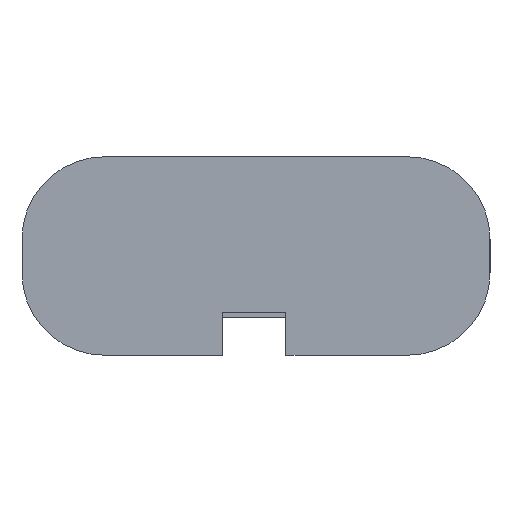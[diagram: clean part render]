
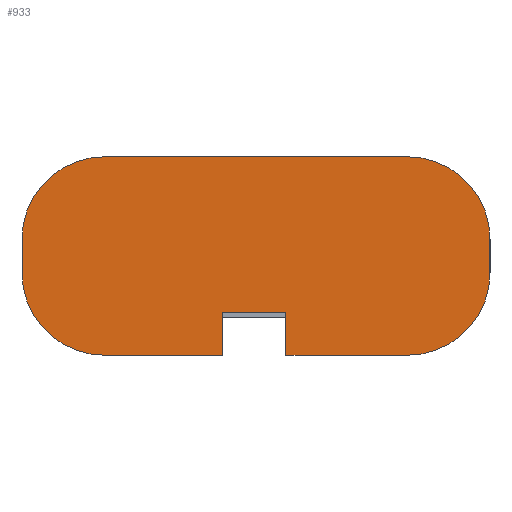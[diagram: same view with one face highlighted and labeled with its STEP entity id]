
A CAD part, front view. The second image highlights one B-rep face of the part: STEP entity #933.
In plain terms, the highlighted planar face has unit normal (0, -1, 0).
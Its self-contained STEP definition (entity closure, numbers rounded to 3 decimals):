
#473 = VERTEX_POINT('',#474);
#474 = CARTESIAN_POINT('',(18.3,74.8,1.895));
#482 = VERTEX_POINT('',#483);
#483 = CARTESIAN_POINT('',(20.5,74.8,4.095));
#489 = EDGE_CURVE('',#473,#482,#490,.T.);
#490 = CIRCLE('',#491,2.2);
#491 = AXIS2_PLACEMENT_3D('',#492,#493,#494);
#492 = CARTESIAN_POINT('',(18.3,74.8,4.095));
#493 = DIRECTION('',(0.,-1.,0.));
#494 = DIRECTION('',(1.,0.,0.));
#507 = VERTEX_POINT('',#508);
#508 = CARTESIAN_POINT('',(20.5,74.8,4.995));
#514 = EDGE_CURVE('',#482,#507,#515,.T.);
#515 = LINE('',#516,#517);
#516 = CARTESIAN_POINT('',(20.5,74.8,4.095));
#517 = VECTOR('',#518,1.);
#518 = DIRECTION('',(0.,0.,1.));
#531 = VERTEX_POINT('',#532);
#532 = CARTESIAN_POINT('',(18.3,74.8,7.195));
#538 = EDGE_CURVE('',#507,#531,#539,.T.);
#539 = CIRCLE('',#540,2.2);
#540 = AXIS2_PLACEMENT_3D('',#541,#542,#543);
#541 = CARTESIAN_POINT('',(18.3,74.8,4.995));
#542 = DIRECTION('',(0.,-1.,0.));
#543 = DIRECTION('',(1.,0.,0.));
#554 = VERTEX_POINT('',#555);
#555 = CARTESIAN_POINT('',(10.2,74.8,7.195));
#563 = EDGE_CURVE('',#554,#531,#564,.T.);
#564 = LINE('',#565,#566);
#565 = CARTESIAN_POINT('',(10.2,74.8,7.195));
#566 = VECTOR('',#567,1.);
#567 = DIRECTION('',(1.,0.,0.));
#580 = VERTEX_POINT('',#581);
#581 = CARTESIAN_POINT('',(8.,74.8,4.995));
#587 = EDGE_CURVE('',#554,#580,#588,.T.);
#588 = CIRCLE('',#589,2.2);
#589 = AXIS2_PLACEMENT_3D('',#590,#591,#592);
#590 = CARTESIAN_POINT('',(10.2,74.8,4.995));
#591 = DIRECTION('',(0.,-1.,0.));
#592 = DIRECTION('',(1.,0.,0.));
#603 = VERTEX_POINT('',#604);
#604 = CARTESIAN_POINT('',(8.,74.8,4.095));
#612 = EDGE_CURVE('',#603,#580,#613,.T.);
#613 = LINE('',#614,#615);
#614 = CARTESIAN_POINT('',(8.,74.8,4.095));
#615 = VECTOR('',#616,1.);
#616 = DIRECTION('',(0.,0.,1.));
#629 = VERTEX_POINT('',#630);
#630 = CARTESIAN_POINT('',(10.2,74.8,1.895));
#636 = EDGE_CURVE('',#603,#629,#637,.T.);
#637 = CIRCLE('',#638,2.2);
#638 = AXIS2_PLACEMENT_3D('',#639,#640,#641);
#639 = CARTESIAN_POINT('',(10.2,74.8,4.095));
#640 = DIRECTION('',(0.,-1.,0.));
#641 = DIRECTION('',(1.,0.,0.));
#651 = EDGE_CURVE('',#652,#629,#654,.T.);
#652 = VERTEX_POINT('',#653);
#653 = CARTESIAN_POINT('',(13.35,74.8,1.895));
#654 = LINE('',#655,#656);
#655 = CARTESIAN_POINT('',(18.3,74.8,1.895));
#656 = VECTOR('',#657,1.);
#657 = DIRECTION('',(-1.,0.,0.));
#676 = VERTEX_POINT('',#677);
#677 = CARTESIAN_POINT('',(13.35,74.8,3.045));
#686 = EDGE_CURVE('',#676,#652,#687,.T.);
#687 = LINE('',#688,#689);
#688 = CARTESIAN_POINT('',(13.35,74.8,3.045));
#689 = VECTOR('',#690,1.);
#690 = DIRECTION('',(0.,0.,-1.));
#792 = VERTEX_POINT('',#793);
#793 = CARTESIAN_POINT('',(15.05,74.8,1.895));
#802 = VERTEX_POINT('',#803);
#803 = CARTESIAN_POINT('',(15.05,74.8,3.045));
#809 = EDGE_CURVE('',#792,#802,#810,.T.);
#810 = LINE('',#811,#812);
#811 = CARTESIAN_POINT('',(15.05,74.8,1.895));
#812 = VECTOR('',#813,1.);
#813 = DIRECTION('',(0.,0.,1.));
#823 = EDGE_CURVE('',#473,#792,#824,.T.);
#824 = LINE('',#825,#826);
#825 = CARTESIAN_POINT('',(18.3,74.8,1.895));
#826 = VECTOR('',#827,1.);
#827 = DIRECTION('',(-1.,0.,0.));
#860 = EDGE_CURVE('',#802,#676,#861,.T.);
#861 = LINE('',#862,#863);
#862 = CARTESIAN_POINT('',(15.05,74.8,3.045));
#863 = VECTOR('',#864,1.);
#864 = DIRECTION('',(-1.,0.,0.));
#933 = ADVANCED_FACE('',(#934),#948,.F.);
#934 = FACE_BOUND('',#935,.F.);
#935 = EDGE_LOOP('',(#936,#937,#938,#939,#940,#941,#942,#943,#944,#945,
    #946,#947));
#936 = ORIENTED_EDGE('',*,*,#489,.F.);
#937 = ORIENTED_EDGE('',*,*,#823,.T.);
#938 = ORIENTED_EDGE('',*,*,#809,.T.);
#939 = ORIENTED_EDGE('',*,*,#860,.T.);
#940 = ORIENTED_EDGE('',*,*,#686,.T.);
#941 = ORIENTED_EDGE('',*,*,#651,.T.);
#942 = ORIENTED_EDGE('',*,*,#636,.F.);
#943 = ORIENTED_EDGE('',*,*,#612,.T.);
#944 = ORIENTED_EDGE('',*,*,#587,.F.);
#945 = ORIENTED_EDGE('',*,*,#563,.T.);
#946 = ORIENTED_EDGE('',*,*,#538,.F.);
#947 = ORIENTED_EDGE('',*,*,#514,.F.);
#948 = PLANE('',#949);
#949 = AXIS2_PLACEMENT_3D('',#950,#951,#952);
#950 = CARTESIAN_POINT('',(14.25,74.8,4.545));
#951 = DIRECTION('',(0.,1.,0.));
#952 = DIRECTION('',(1.,0.,0.));
